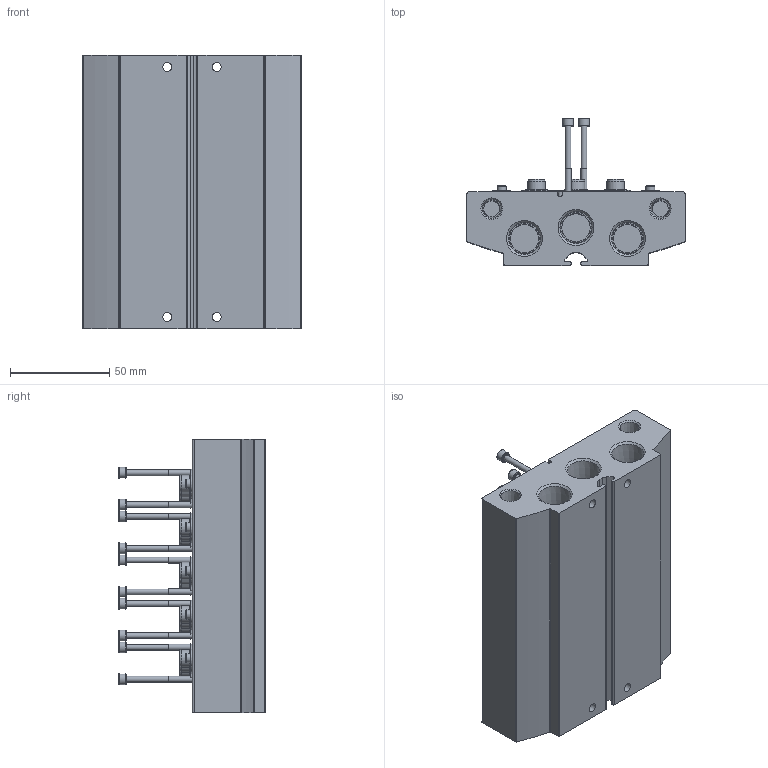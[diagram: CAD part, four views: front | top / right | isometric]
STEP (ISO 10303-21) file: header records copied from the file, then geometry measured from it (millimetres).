
FILE_DESCRIPTION(/* description */ ('STEP AP214'),/* implementation_level */ '2;1');
FILE_NAME(/* name */ '576354_VABM-B10-20E-N38-5',/* time_stamp */ '2024-09-15T20:47:09+02:00',/* author */ ('License CC BY-ND 4.0'),/* organization */ ('CADENAS'),/* preprocessor_version */ 'ST-DEVELOPER v19.3',/* originating_system */ 'PARTsolutions',/* authorisation */ ' ');
FILE_SCHEMA (('AUTOMOTIVE_DESIGN {1 0 10303 214 3 1 1}'));
Length unit declared in the file: millimetre
Products named in the file (7): 576354 VABM-B10-20E-N38-5; 576354 VABM-B10-20E-N38-5---(M); 1355283 VUVS-G18-3---(S); 2833702 F-M3x40-10.9; 1743809 VUVS-M5---(S); 174169 B-3/8-NPT---(Plug); 173985 B-1/8-NPT---(Plug)
Assembly tree (31 placements, depth 2):
  576354 VABM-B10-20E-N38-5
    576354 VABM-B10-20E-N38-5---(M)
    1355283 VUVS-G18-3---(S)  x5
    2833702 F-M3x40-10.9  x10
    1743809 VUVS-M5---(S)  x10
    174169 B-3/8-NPT---(Plug)  x3
    173985 B-1/8-NPT---(Plug)  x2
Bounding box: 110 x 74.1 x 138 mm (x, y, z)
Volume: 428149.3 mm3; surface area: 105234.7 mm2
Topology: 31 solids, 31 shells, 1164 faces, 2690 edges, 1701 vertices
Faces by surface type: plane 564, cylinder 294, cone 246, torus 60
Full cylindrical faces by diameter (mm): 2.459 x10, 2.9 x10, 2.92 x10, 3 x10, 3.242 x1, 3.5 x1, 4.134 x2, 4.2 x10, 4.366 x2, 4.5 x4, 4.6 x10, 5.5 x10, 6 x30, 6.1 x10, 7.938 x3, 8.2 x2, 8.9 x15, 9 x10, 10.8 x15, 14.3 x3
Entity records: 11878 total; most frequent: CARTESIAN_POINT 2255, DIRECTION 1997, ORIENTED_EDGE 1638, EDGE_CURVE 819, AXIS2_PLACEMENT_3D 775, FACE_BOUND 697, EDGE_LOOP 681, VERTEX_POINT 624
